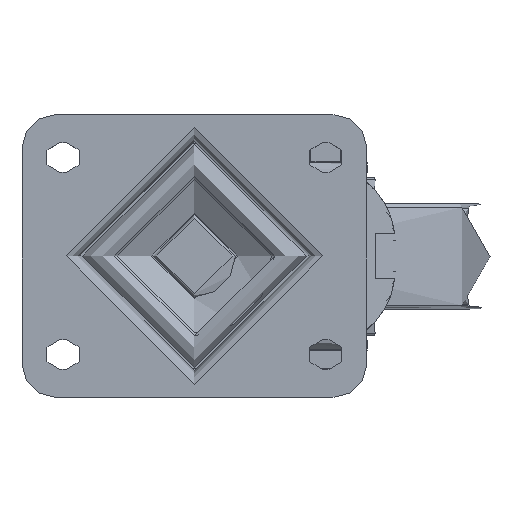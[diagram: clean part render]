
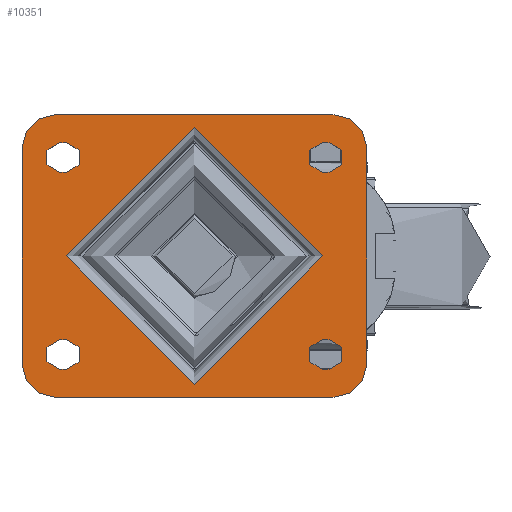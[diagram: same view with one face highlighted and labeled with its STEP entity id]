
A CAD part, top view. The second image highlights one B-rep face of the part: STEP entity #10351.
In plain terms, the highlighted planar face has unit normal (0, 0, 1).
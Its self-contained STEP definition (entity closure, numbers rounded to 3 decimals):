
#672=FACE_BOUND('',#3668,.T.);
#673=FACE_BOUND('',#3669,.T.);
#674=FACE_BOUND('',#3670,.T.);
#675=FACE_BOUND('',#3671,.T.);
#676=FACE_BOUND('',#3672,.T.);
#837=PLANE('',#11255);
#1317=LINE('',#15734,#2154);
#1318=LINE('',#15735,#2155);
#1319=LINE('',#15736,#2156);
#1320=LINE('',#15737,#2157);
#1321=LINE('',#15738,#2158);
#1322=LINE('',#15739,#2159);
#1323=LINE('',#15740,#2160);
#1324=LINE('',#15741,#2161);
#1325=LINE('',#15742,#2162);
#1326=LINE('',#15743,#2163);
#1327=LINE('',#15744,#2164);
#1328=LINE('',#15745,#2165);
#2154=VECTOR('',#12736,1000.);
#2155=VECTOR('',#12737,1000.);
#2156=VECTOR('',#12738,1000.);
#2157=VECTOR('',#12739,1000.);
#2158=VECTOR('',#12740,1000.);
#2159=VECTOR('',#12741,1000.);
#2160=VECTOR('',#12742,1000.);
#2161=VECTOR('',#12743,1000.);
#2162=VECTOR('',#12744,1000.);
#2163=VECTOR('',#12745,1000.);
#2164=VECTOR('',#12746,1000.);
#2165=VECTOR('',#12747,1000.);
#3044=FACE_OUTER_BOUND('',#3667,.T.);
#3667=EDGE_LOOP('',(#7852,#7853,#7854,#7855,#7856,#7857,#7858,#7859));
#3668=EDGE_LOOP('',(#7860));
#3669=EDGE_LOOP('',(#7861,#7862,#7863,#7864));
#3670=EDGE_LOOP('',(#7865,#7866,#7867,#7868));
#3671=EDGE_LOOP('',(#7869,#7870,#7871,#7872));
#3672=EDGE_LOOP('',(#7873,#7874,#7875,#7876));
#4185=CIRCLE('',#10928,4.5);
#4187=CIRCLE('',#10931,4.5);
#4189=CIRCLE('',#10934,4.5);
#4191=CIRCLE('',#10937,4.5);
#4193=CIRCLE('',#10940,4.5);
#4195=CIRCLE('',#10943,4.5);
#4197=CIRCLE('',#10946,4.5);
#4199=CIRCLE('',#10949,4.5);
#4200=CIRCLE('',#10951,10.);
#4202=CIRCLE('',#10954,10.);
#4204=CIRCLE('',#10957,10.);
#4206=CIRCLE('',#10960,10.);
#4216=CIRCLE('',#10974,39.);
#4517=VERTEX_POINT('',#14562);
#4518=VERTEX_POINT('',#14564);
#4521=VERTEX_POINT('',#14571);
#4522=VERTEX_POINT('',#14573);
#4525=VERTEX_POINT('',#14580);
#4526=VERTEX_POINT('',#14582);
#4529=VERTEX_POINT('',#14589);
#4530=VERTEX_POINT('',#14591);
#4533=VERTEX_POINT('',#14598);
#4534=VERTEX_POINT('',#14600);
#4537=VERTEX_POINT('',#14607);
#4538=VERTEX_POINT('',#14609);
#4541=VERTEX_POINT('',#14616);
#4542=VERTEX_POINT('',#14618);
#4545=VERTEX_POINT('',#14625);
#4546=VERTEX_POINT('',#14627);
#4547=VERTEX_POINT('',#14631);
#4548=VERTEX_POINT('',#14632);
#4551=VERTEX_POINT('',#14640);
#4552=VERTEX_POINT('',#14641);
#4555=VERTEX_POINT('',#14649);
#4556=VERTEX_POINT('',#14650);
#4559=VERTEX_POINT('',#14658);
#4560=VERTEX_POINT('',#14659);
#4569=VERTEX_POINT('',#14685);
#5513=EDGE_CURVE('',#4518,#4517,#4185,.T.);
#5517=EDGE_CURVE('',#4522,#4521,#4187,.T.);
#5521=EDGE_CURVE('',#4526,#4525,#4189,.T.);
#5525=EDGE_CURVE('',#4530,#4529,#4191,.T.);
#5529=EDGE_CURVE('',#4534,#4533,#4193,.T.);
#5533=EDGE_CURVE('',#4538,#4537,#4195,.T.);
#5537=EDGE_CURVE('',#4542,#4541,#4197,.T.);
#5541=EDGE_CURVE('',#4546,#4545,#4199,.T.);
#5543=EDGE_CURVE('',#4547,#4548,#4200,.T.);
#5547=EDGE_CURVE('',#4551,#4552,#4202,.T.);
#5551=EDGE_CURVE('',#4555,#4556,#4204,.T.);
#5555=EDGE_CURVE('',#4559,#4560,#4206,.T.);
#5568=EDGE_CURVE('',#4569,#4569,#4216,.T.);
#5933=EDGE_CURVE('',#4556,#4559,#1317,.T.);
#5934=EDGE_CURVE('',#4552,#4555,#1318,.T.);
#5935=EDGE_CURVE('',#4548,#4551,#1319,.T.);
#5936=EDGE_CURVE('',#4560,#4547,#1320,.T.);
#5937=EDGE_CURVE('',#4541,#4546,#1321,.T.);
#5938=EDGE_CURVE('',#4545,#4542,#1322,.T.);
#5939=EDGE_CURVE('',#4533,#4538,#1323,.T.);
#5940=EDGE_CURVE('',#4537,#4534,#1324,.T.);
#5941=EDGE_CURVE('',#4525,#4530,#1325,.T.);
#5942=EDGE_CURVE('',#4529,#4526,#1326,.T.);
#5943=EDGE_CURVE('',#4517,#4522,#1327,.T.);
#5944=EDGE_CURVE('',#4521,#4518,#1328,.T.);
#7852=ORIENTED_EDGE('',*,*,#5555,.F.);
#7853=ORIENTED_EDGE('',*,*,#5933,.F.);
#7854=ORIENTED_EDGE('',*,*,#5551,.F.);
#7855=ORIENTED_EDGE('',*,*,#5934,.F.);
#7856=ORIENTED_EDGE('',*,*,#5547,.F.);
#7857=ORIENTED_EDGE('',*,*,#5935,.F.);
#7858=ORIENTED_EDGE('',*,*,#5543,.F.);
#7859=ORIENTED_EDGE('',*,*,#5936,.F.);
#7860=ORIENTED_EDGE('',*,*,#5568,.F.);
#7861=ORIENTED_EDGE('',*,*,#5937,.T.);
#7862=ORIENTED_EDGE('',*,*,#5541,.T.);
#7863=ORIENTED_EDGE('',*,*,#5938,.T.);
#7864=ORIENTED_EDGE('',*,*,#5537,.T.);
#7865=ORIENTED_EDGE('',*,*,#5939,.T.);
#7866=ORIENTED_EDGE('',*,*,#5533,.T.);
#7867=ORIENTED_EDGE('',*,*,#5940,.T.);
#7868=ORIENTED_EDGE('',*,*,#5529,.T.);
#7869=ORIENTED_EDGE('',*,*,#5941,.T.);
#7870=ORIENTED_EDGE('',*,*,#5525,.T.);
#7871=ORIENTED_EDGE('',*,*,#5942,.T.);
#7872=ORIENTED_EDGE('',*,*,#5521,.T.);
#7873=ORIENTED_EDGE('',*,*,#5943,.T.);
#7874=ORIENTED_EDGE('',*,*,#5517,.T.);
#7875=ORIENTED_EDGE('',*,*,#5944,.T.);
#7876=ORIENTED_EDGE('',*,*,#5513,.T.);
#10351=ADVANCED_FACE('',(#3044,#672,#673,#674,#675,#676),#837,.T.);
#10928=AXIS2_PLACEMENT_3D('',#14565,#11870,#11871);
#10931=AXIS2_PLACEMENT_3D('',#14574,#11878,#11879);
#10934=AXIS2_PLACEMENT_3D('',#14583,#11886,#11887);
#10937=AXIS2_PLACEMENT_3D('',#14592,#11894,#11895);
#10940=AXIS2_PLACEMENT_3D('',#14601,#11902,#11903);
#10943=AXIS2_PLACEMENT_3D('',#14610,#11910,#11911);
#10946=AXIS2_PLACEMENT_3D('',#14619,#11918,#11919);
#10949=AXIS2_PLACEMENT_3D('',#14628,#11926,#11927);
#10951=AXIS2_PLACEMENT_3D('',#14633,#11931,#11932);
#10954=AXIS2_PLACEMENT_3D('',#14642,#11939,#11940);
#10957=AXIS2_PLACEMENT_3D('',#14651,#11947,#11948);
#10960=AXIS2_PLACEMENT_3D('',#14660,#11955,#11956);
#10974=AXIS2_PLACEMENT_3D('',#14686,#11986,#11987);
#11255=AXIS2_PLACEMENT_3D('',#15733,#12734,#12735);
#11870=DIRECTION('center_axis',(0.,0.,-1.));
#11871=DIRECTION('ref_axis',(1.,0.,0.));
#11878=DIRECTION('center_axis',(0.,0.,-1.));
#11879=DIRECTION('ref_axis',(-1.,0.,0.));
#11886=DIRECTION('center_axis',(0.,0.,-1.));
#11887=DIRECTION('ref_axis',(1.,0.,0.));
#11894=DIRECTION('center_axis',(0.,0.,-1.));
#11895=DIRECTION('ref_axis',(-1.,0.,0.));
#11902=DIRECTION('center_axis',(0.,0.,-1.));
#11903=DIRECTION('ref_axis',(-1.,0.,0.));
#11910=DIRECTION('center_axis',(0.,0.,-1.));
#11911=DIRECTION('ref_axis',(1.,0.,0.));
#11918=DIRECTION('center_axis',(0.,0.,-1.));
#11919=DIRECTION('ref_axis',(-1.,0.,0.));
#11926=DIRECTION('center_axis',(0.,0.,-1.));
#11927=DIRECTION('ref_axis',(1.,0.,0.));
#11931=DIRECTION('center_axis',(0.,0.,-1.));
#11932=DIRECTION('ref_axis',(-0.707,0.707,0.));
#11939=DIRECTION('center_axis',(0.,0.,-1.));
#11940=DIRECTION('ref_axis',(0.707,0.707,0.));
#11947=DIRECTION('center_axis',(0.,0.,-1.));
#11948=DIRECTION('ref_axis',(0.707,-0.707,0.));
#11955=DIRECTION('center_axis',(0.,0.,-1.));
#11956=DIRECTION('ref_axis',(-0.707,-0.707,0.));
#11986=DIRECTION('center_axis',(0.,0.,1.));
#11987=DIRECTION('ref_axis',(0.,-1.,0.));
#12734=DIRECTION('center_axis',(0.,0.,1.));
#12735=DIRECTION('ref_axis',(1.,0.,0.));
#12736=DIRECTION('',(-1.,0.,0.));
#12737=DIRECTION('',(0.,-1.,0.));
#12738=DIRECTION('',(1.,0.,0.));
#12739=DIRECTION('',(0.,1.,0.));
#12740=DIRECTION('',(-1.,0.,0.));
#12741=DIRECTION('',(1.,0.,0.));
#12742=DIRECTION('',(-1.,0.,0.));
#12743=DIRECTION('',(1.,0.,0.));
#12744=DIRECTION('',(1.,0.,0.));
#12745=DIRECTION('',(-1.,0.,0.));
#12746=DIRECTION('',(1.,0.,0.));
#12747=DIRECTION('',(-1.,0.,0.));
#14562=CARTESIAN_POINT('',(39.,-25.5,0.));
#14564=CARTESIAN_POINT('',(39.,-34.5,0.));
#14565=CARTESIAN_POINT('Origin',(39.,-30.,0.));
#14571=CARTESIAN_POINT('',(41.,-34.5,0.));
#14573=CARTESIAN_POINT('',(41.,-25.5,0.));
#14574=CARTESIAN_POINT('Origin',(41.,-30.,0.));
#14580=CARTESIAN_POINT('',(39.,34.5,0.));
#14582=CARTESIAN_POINT('',(39.,25.5,0.));
#14583=CARTESIAN_POINT('Origin',(39.,30.,0.));
#14589=CARTESIAN_POINT('',(41.,25.5,0.));
#14591=CARTESIAN_POINT('',(41.,34.5,0.));
#14592=CARTESIAN_POINT('Origin',(41.,30.,0.));
#14598=CARTESIAN_POINT('',(-39.,-34.5,0.));
#14600=CARTESIAN_POINT('',(-39.,-25.5,0.));
#14601=CARTESIAN_POINT('Origin',(-39.,-30.,0.));
#14607=CARTESIAN_POINT('',(-41.,-25.5,0.));
#14609=CARTESIAN_POINT('',(-41.,-34.5,0.));
#14610=CARTESIAN_POINT('Origin',(-41.,-30.,0.));
#14616=CARTESIAN_POINT('',(-39.,25.5,0.));
#14618=CARTESIAN_POINT('',(-39.,34.5,0.));
#14619=CARTESIAN_POINT('Origin',(-39.,30.,0.));
#14625=CARTESIAN_POINT('',(-41.,34.5,0.));
#14627=CARTESIAN_POINT('',(-41.,25.5,0.));
#14628=CARTESIAN_POINT('Origin',(-41.,30.,0.));
#14631=CARTESIAN_POINT('',(-52.5,33.,0.));
#14632=CARTESIAN_POINT('',(-42.5,43.,0.));
#14633=CARTESIAN_POINT('Origin',(-42.5,33.,0.));
#14640=CARTESIAN_POINT('',(42.5,43.,0.));
#14641=CARTESIAN_POINT('',(52.5,33.,0.));
#14642=CARTESIAN_POINT('Origin',(42.5,33.,0.));
#14649=CARTESIAN_POINT('',(52.5,-33.,0.));
#14650=CARTESIAN_POINT('',(42.5,-43.,0.));
#14651=CARTESIAN_POINT('Origin',(42.5,-33.,0.));
#14658=CARTESIAN_POINT('',(-42.5,-43.,0.));
#14659=CARTESIAN_POINT('',(-52.5,-33.,0.));
#14660=CARTESIAN_POINT('Origin',(-42.5,-33.,0.));
#14685=CARTESIAN_POINT('',(39.,0.,0.));
#14686=CARTESIAN_POINT('Origin',(0.,0.,0.));
#15733=CARTESIAN_POINT('Origin',(0.,0.,0.));
#15734=CARTESIAN_POINT('',(52.5,-43.,0.));
#15735=CARTESIAN_POINT('',(52.5,43.,0.));
#15736=CARTESIAN_POINT('',(-52.5,43.,0.));
#15737=CARTESIAN_POINT('',(-52.5,-43.,0.));
#15738=CARTESIAN_POINT('',(-41.,25.5,0.));
#15739=CARTESIAN_POINT('',(-41.,34.5,0.));
#15740=CARTESIAN_POINT('',(-41.,-34.5,0.));
#15741=CARTESIAN_POINT('',(-41.,-25.5,0.));
#15742=CARTESIAN_POINT('',(41.,34.5,0.));
#15743=CARTESIAN_POINT('',(41.,25.5,0.));
#15744=CARTESIAN_POINT('',(41.,-25.5,0.));
#15745=CARTESIAN_POINT('',(41.,-34.5,0.));
